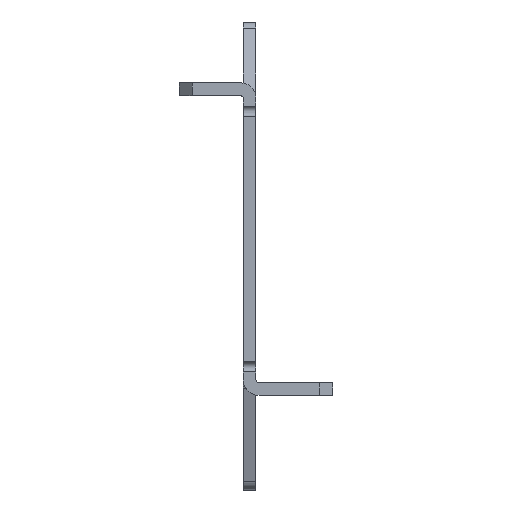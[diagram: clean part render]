
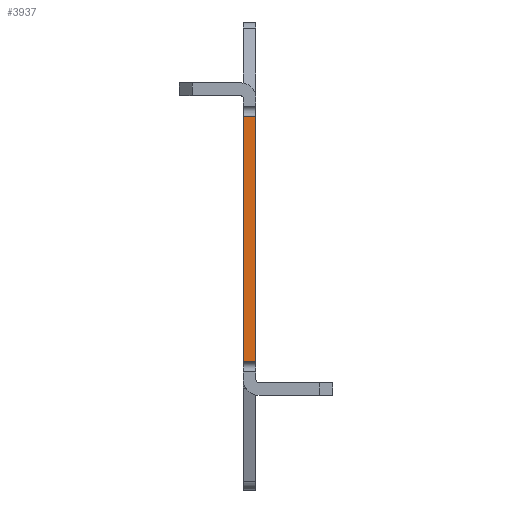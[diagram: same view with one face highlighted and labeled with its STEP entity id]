
A CAD part, left-side view. The second image highlights one B-rep face of the part: STEP entity #3937.
In plain terms, the highlighted planar face has unit normal (-1, 0, 0).
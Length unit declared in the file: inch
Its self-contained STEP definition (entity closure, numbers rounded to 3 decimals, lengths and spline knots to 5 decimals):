
#28=LINE('',#6223,#160);
#45=LINE('',#6278,#177);
#136=LINE('',#6491,#268);
#139=LINE('',#6495,#271);
#160=VECTOR('',#5233,2.4);
#177=VECTOR('',#5272,2.4);
#268=VECTOR('',#5479,0.125);
#271=VECTOR('',#5484,0.125);
#312=PLANE('',#4425);
#886=FACE_OUTER_BOUND('',#1460,.T.);
#1460=EDGE_LOOP('',(#3362,#3363,#3364,#3365));
#2041=VERTEX_POINT('',#6220);
#2042=VERTEX_POINT('',#6222);
#2068=VERTEX_POINT('',#6275);
#2069=VERTEX_POINT('',#6277);
#2409=EDGE_CURVE('',#2041,#2042,#28,.T.);
#2436=EDGE_CURVE('',#2069,#2068,#45,.T.);
#2550=EDGE_CURVE('',#2069,#2041,#136,.T.);
#2553=EDGE_CURVE('',#2042,#2068,#139,.T.);
#3362=ORIENTED_EDGE('',*,*,#2436,.T.);
#3363=ORIENTED_EDGE('',*,*,#2553,.F.);
#3364=ORIENTED_EDGE('',*,*,#2409,.F.);
#3365=ORIENTED_EDGE('',*,*,#2550,.F.);
#3937=ADVANCED_FACE('',(#886),#312,.F.);
#4425=AXIS2_PLACEMENT_3D('',#6514,#5517,#5518);
#5233=DIRECTION('',(0.,0.,1.));
#5272=DIRECTION('',(0.,0.,1.));
#5479=DIRECTION('',(0.,1.,0.));
#5484=DIRECTION('',(0.,-1.,0.));
#5517=DIRECTION('center_axis',(1.,0.,0.));
#5518=DIRECTION('ref_axis',(0.,0.,-1.));
#6220=CARTESIAN_POINT('',(-2.77642,0.47388,-0.29157));
#6222=CARTESIAN_POINT('',(-2.77642,0.47388,2.10843));
#6223=CARTESIAN_POINT('',(-2.77642,0.47388,-0.46657));
#6275=CARTESIAN_POINT('',(-2.77642,0.34888,2.10843));
#6277=CARTESIAN_POINT('',(-2.77642,0.34888,-0.29157));
#6278=CARTESIAN_POINT('',(-2.77642,0.34888,-0.46657));
#6491=CARTESIAN_POINT('',(-2.77642,1.09888,-0.29157));
#6495=CARTESIAN_POINT('',(-2.77642,1.09888,2.10843));
#6514=CARTESIAN_POINT('Origin',(-2.77642,-0.40112,-0.62157));
